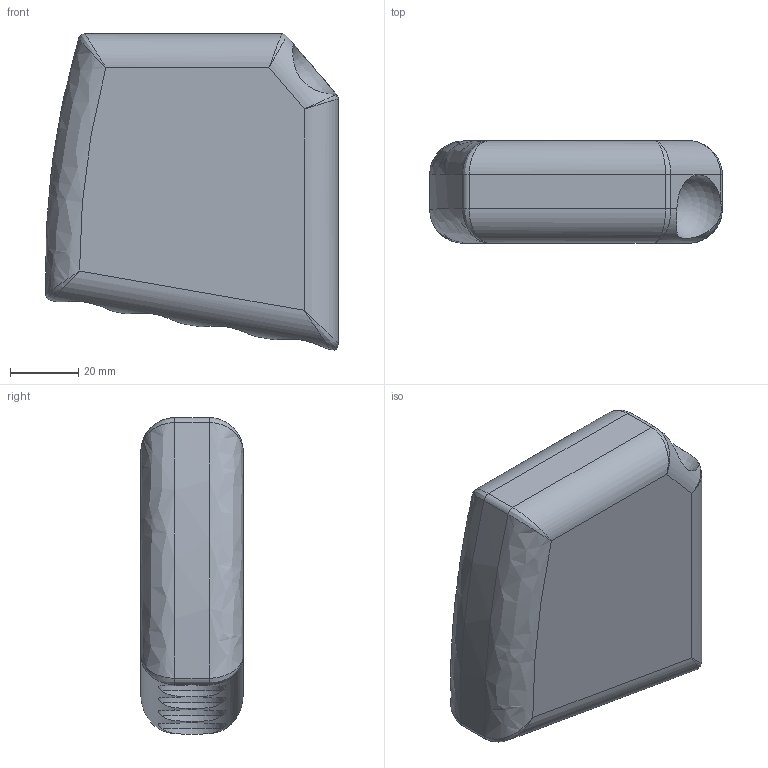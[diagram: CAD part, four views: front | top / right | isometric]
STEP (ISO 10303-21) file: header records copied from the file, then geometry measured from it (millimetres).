
FILE_DESCRIPTION (( 'STEP AP214' ), '1' );
FILE_NAME ('palm.STEP', '2024-09-26T16:10:15', ( '' ), ( '' ), 'SwSTEP 2.0', 'SolidWorks 2023', '' );
FILE_SCHEMA (( 'AUTOMOTIVE_DESIGN' ));
Length unit declared in the file: millimetre
Products named in the file (1): palm
Bounding box: 85.75 x 30 x 92.83 mm (x, y, z)
Volume: 185459.3 mm3; surface area: 22080.2 mm2
Topology: 1 solids, 1 shells, 52 faces, 145 edges, 80 vertices
Faces by surface type: bspline 20, cylinder 12, plane 11, sphere 9
Entity records: 2629 total; most frequent: CARTESIAN_POINT 1598, ORIENTED_EDGE 242, DIRECTION 171, EDGE_CURVE 121, VERTEX_POINT 71, AXIS2_PLACEMENT_3D 70, EDGE_LOOP 52, FACE_OUTER_BOUND 52
